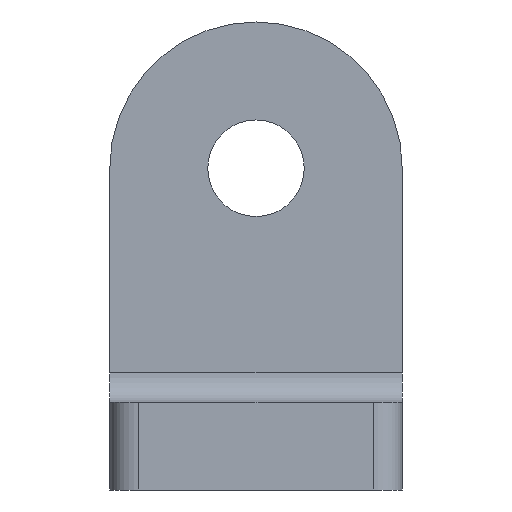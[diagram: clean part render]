
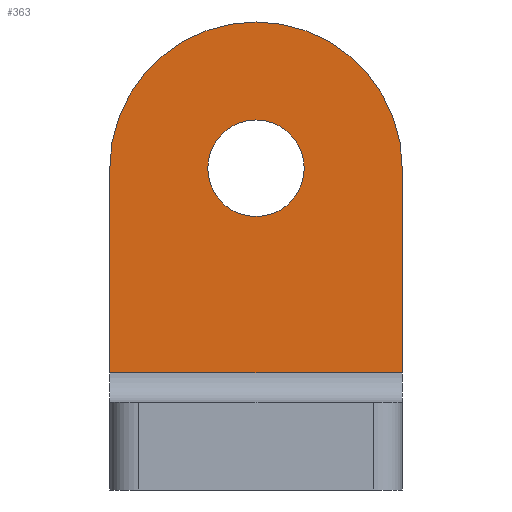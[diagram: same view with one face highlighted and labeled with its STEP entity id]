
A CAD part, left-side view. The second image highlights one B-rep face of the part: STEP entity #363.
In plain terms, the highlighted planar face has unit normal (-1, 0, 0).
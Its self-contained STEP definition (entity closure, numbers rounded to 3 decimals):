
#17=FACE_BOUND('',#62,.T.);
#26=PLANE('',#409);
#40=FACE_OUTER_BOUND('',#61,.T.);
#61=EDGE_LOOP('',(#293,#294,#295,#296));
#62=EDGE_LOOP('',(#297));
#83=LINE('',#570,#114);
#96=LINE('',#609,#127);
#97=LINE('',#612,#128);
#114=VECTOR('',#458,10.);
#127=VECTOR('',#495,10.);
#128=VECTOR('',#498,10.);
#149=CIRCLE('',#410,5.);
#150=CIRCLE('',#411,1.65);
#167=VERTEX_POINT('',#567);
#168=VERTEX_POINT('',#569);
#182=VERTEX_POINT('',#607);
#183=VERTEX_POINT('',#611);
#184=VERTEX_POINT('',#614);
#205=EDGE_CURVE('',#167,#168,#83,.T.);
#225=EDGE_CURVE('',#182,#167,#96,.T.);
#226=EDGE_CURVE('',#182,#183,#97,.T.);
#227=EDGE_CURVE('',#183,#168,#149,.T.);
#228=EDGE_CURVE('',#184,#184,#150,.T.);
#293=ORIENTED_EDGE('',*,*,#225,.F.);
#294=ORIENTED_EDGE('',*,*,#226,.T.);
#295=ORIENTED_EDGE('',*,*,#227,.T.);
#296=ORIENTED_EDGE('',*,*,#205,.F.);
#297=ORIENTED_EDGE('',*,*,#228,.T.);
#363=ADVANCED_FACE('',(#40,#17),#26,.T.);
#409=AXIS2_PLACEMENT_3D('',#610,#496,#497);
#410=AXIS2_PLACEMENT_3D('',#613,#499,#500);
#411=AXIS2_PLACEMENT_3D('',#615,#501,#502);
#458=DIRECTION('',(0.,0.,1.));
#495=DIRECTION('',(0.,1.,0.));
#496=DIRECTION('center_axis',(-1.,0.,0.));
#497=DIRECTION('ref_axis',(0.,-1.,0.));
#498=DIRECTION('',(0.,0.,1.));
#499=DIRECTION('center_axis',(-1.,0.,0.));
#500=DIRECTION('ref_axis',(0.,1.,0.));
#501=DIRECTION('center_axis',(1.,0.,0.));
#502=DIRECTION('ref_axis',(0.,0.,-1.));
#567=CARTESIAN_POINT('',(9.5,10.,1.));
#569=CARTESIAN_POINT('',(9.5,10.,8.));
#570=CARTESIAN_POINT('',(9.5,10.,0.));
#607=CARTESIAN_POINT('',(9.5,0.,1.));
#609=CARTESIAN_POINT('',(9.5,7.5,1.));
#610=CARTESIAN_POINT('Origin',(9.5,10.,0.));
#611=CARTESIAN_POINT('',(9.5,0.,8.));
#612=CARTESIAN_POINT('',(9.5,0.,0.));
#613=CARTESIAN_POINT('Origin',(9.5,5.,8.));
#614=CARTESIAN_POINT('',(9.5,5.,9.65));
#615=CARTESIAN_POINT('Origin',(9.5,5.,8.));
